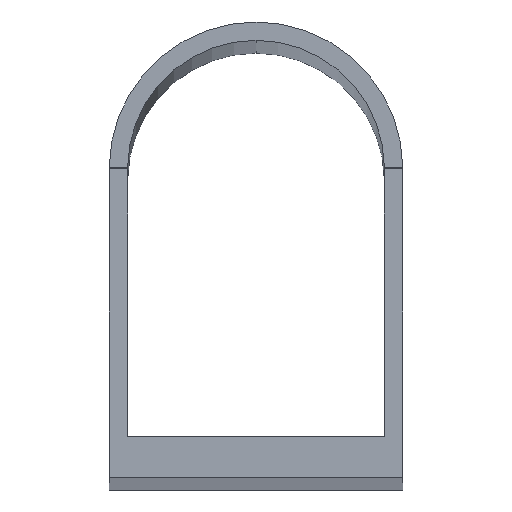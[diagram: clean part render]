
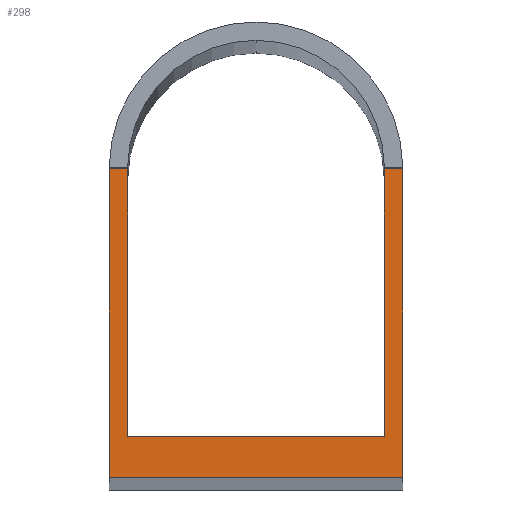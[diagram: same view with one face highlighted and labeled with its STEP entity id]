
A CAD part, top view. The second image highlights one B-rep face of the part: STEP entity #298.
In plain terms, the highlighted planar face has unit normal (0, 0, 1).
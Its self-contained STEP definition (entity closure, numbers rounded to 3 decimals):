
#29=PLANE('',#336);
#46=FACE_OUTER_BOUND('',#63,.T.);
#63=EDGE_LOOP('',(#264,#265,#266,#267,#268,#269,#270,#271));
#76=LINE('',#459,#109);
#80=LINE('',#466,#113);
#83=LINE('',#472,#116);
#85=LINE('',#477,#118);
#88=LINE('',#483,#121);
#91=LINE('',#489,#124);
#94=LINE('',#495,#127);
#97=LINE('',#499,#130);
#109=VECTOR('',#379,10.);
#113=VECTOR('',#385,10.);
#116=VECTOR('',#390,10.);
#118=VECTOR('',#394,10.);
#121=VECTOR('',#399,10.);
#124=VECTOR('',#404,10.);
#127=VECTOR('',#409,10.);
#130=VECTOR('',#414,10.);
#149=VERTEX_POINT('',#456);
#150=VERTEX_POINT('',#458);
#152=VERTEX_POINT('',#464);
#154=VERTEX_POINT('',#470);
#156=VERTEX_POINT('',#476);
#158=VERTEX_POINT('',#482);
#160=VERTEX_POINT('',#488);
#162=VERTEX_POINT('',#494);
#180=EDGE_CURVE('',#149,#150,#76,.T.);
#184=EDGE_CURVE('',#152,#149,#80,.T.);
#187=EDGE_CURVE('',#154,#152,#83,.T.);
#189=EDGE_CURVE('',#156,#150,#85,.T.);
#192=EDGE_CURVE('',#158,#156,#88,.T.);
#195=EDGE_CURVE('',#160,#158,#91,.T.);
#198=EDGE_CURVE('',#162,#160,#94,.T.);
#201=EDGE_CURVE('',#162,#154,#97,.T.);
#264=ORIENTED_EDGE('',*,*,#201,.F.);
#265=ORIENTED_EDGE('',*,*,#198,.T.);
#266=ORIENTED_EDGE('',*,*,#195,.T.);
#267=ORIENTED_EDGE('',*,*,#192,.T.);
#268=ORIENTED_EDGE('',*,*,#189,.T.);
#269=ORIENTED_EDGE('',*,*,#180,.F.);
#270=ORIENTED_EDGE('',*,*,#184,.F.);
#271=ORIENTED_EDGE('',*,*,#187,.F.);
#298=ADVANCED_FACE('',(#46),#29,.T.);
#336=AXIS2_PLACEMENT_3D('',#500,#415,#416);
#379=DIRECTION('',(0.,-1.,0.));
#385=DIRECTION('',(1.,0.,0.));
#390=DIRECTION('',(0.,1.,0.));
#394=DIRECTION('',(1.,0.,0.));
#399=DIRECTION('',(0.,-1.,0.));
#404=DIRECTION('',(-1.,0.,0.));
#409=DIRECTION('',(0.,1.,0.));
#414=DIRECTION('',(1.,0.,0.));
#415=DIRECTION('center_axis',(0.,0.,1.));
#416=DIRECTION('ref_axis',(1.,0.,0.));
#456=CARTESIAN_POINT('',(20.,42.,1000.));
#458=CARTESIAN_POINT('',(20.,0.,1000.));
#459=CARTESIAN_POINT('',(20.,42.,1000.));
#464=CARTESIAN_POINT('',(17.5,42.,1000.));
#466=CARTESIAN_POINT('',(17.5,42.,1000.));
#470=CARTESIAN_POINT('',(17.5,5.5,1000.));
#472=CARTESIAN_POINT('',(17.5,5.5,1000.));
#476=CARTESIAN_POINT('',(-20.,0.,1000.));
#477=CARTESIAN_POINT('',(-20.,0.,1000.));
#482=CARTESIAN_POINT('',(-20.,42.,1000.));
#483=CARTESIAN_POINT('',(-20.,42.,1000.));
#488=CARTESIAN_POINT('',(-17.5,42.,1000.));
#489=CARTESIAN_POINT('',(-17.5,42.,1000.));
#494=CARTESIAN_POINT('',(-17.5,5.5,1000.));
#495=CARTESIAN_POINT('',(-17.5,5.5,1000.));
#499=CARTESIAN_POINT('',(0.,5.5,1000.));
#500=CARTESIAN_POINT('Origin',(-10.,21.,1000.));
